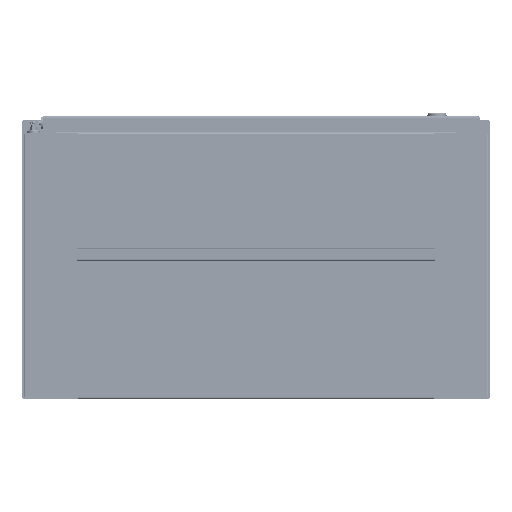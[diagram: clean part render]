
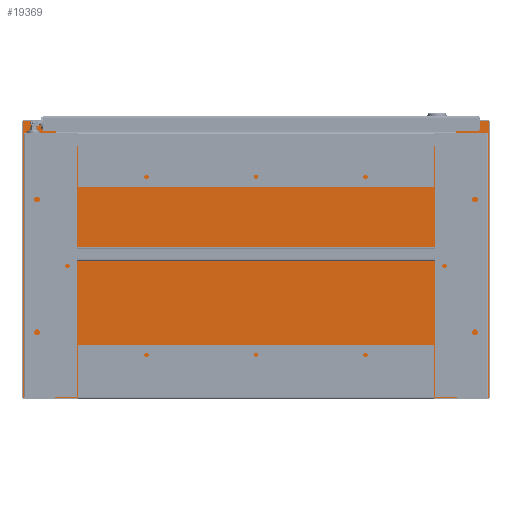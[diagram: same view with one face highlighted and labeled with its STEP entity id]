
A CAD part, front view. The second image highlights one B-rep face of the part: STEP entity #19369.
In plain terms, the highlighted planar face has unit normal (0, -1, 0).
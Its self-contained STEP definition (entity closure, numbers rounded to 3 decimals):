
#2218 = VECTOR ( 'NONE', #31304, 1000. ) ;
#2389 = VECTOR ( 'NONE', #34682, 1000. ) ;
#2536 = FACE_OUTER_BOUND ( 'NONE', #21935, .T. ) ;
#3171 = VERTEX_POINT ( 'NONE', #27147 ) ;
#6768 = CARTESIAN_POINT ( 'NONE',  ( 2., -1., -419.293 ) ) ;
#7433 = CARTESIAN_POINT ( 'NONE',  ( 1.707, -1., -2. ) ) ;
#9161 = DIRECTION ( 'NONE',  ( 0., -1., 0. ) ) ;
#10163 = VECTOR ( 'NONE', #35113, 1000. ) ;
#11347 = LINE ( 'NONE', #24859, #2218 ) ;
#11409 = LINE ( 'NONE', #42203, #10163 ) ;
#15405 = ORIENTED_EDGE ( 'NONE', *, *, #40234, .F. ) ;
#17443 = ORIENTED_EDGE ( 'NONE', *, *, #34389, .F. ) ;
#19369 = ADVANCED_FACE ( 'NONE', ( #2536 ), #39309, .T. ) ;
#21935 = EDGE_LOOP ( 'NONE', ( #15405, #17443, #39247, #40821 ) ) ;
#22467 = EDGE_CURVE ( 'NONE', #35938, #31824, #11347, .T. ) ;
#23096 = CARTESIAN_POINT ( 'NONE',  ( 0., -1., 0. ) ) ;
#23375 = DIRECTION ( 'NONE',  ( 0., 0., 1. ) ) ;
#24260 = LINE ( 'NONE', #7433, #2389 ) ;
#24859 = CARTESIAN_POINT ( 'NONE',  ( 703.293, -1., -419. ) ) ;
#26057 = LINE ( 'NONE', #6768, #28178 ) ;
#27147 = CARTESIAN_POINT ( 'NONE',  ( 2., -1., -2. ) ) ;
#28178 = VECTOR ( 'NONE', #23375, 1000. ) ;
#28603 = CARTESIAN_POINT ( 'NONE',  ( 703., -1., -2. ) ) ;
#31304 = DIRECTION ( 'NONE',  ( -1., 0., 0. ) ) ;
#31824 = VERTEX_POINT ( 'NONE', #37778 ) ;
#34389 = EDGE_CURVE ( 'NONE', #31824, #3171, #26057, .T. ) ;
#34682 = DIRECTION ( 'NONE',  ( 1., 0., 0. ) ) ;
#35073 = CARTESIAN_POINT ( 'NONE',  ( 703., -1., -419. ) ) ;
#35113 = DIRECTION ( 'NONE',  ( 0., 0., -1. ) ) ;
#35938 = VERTEX_POINT ( 'NONE', #35073 ) ;
#36852 = AXIS2_PLACEMENT_3D ( 'NONE', #23096, #9161, #40165 ) ;
#37311 = VERTEX_POINT ( 'NONE', #28603 ) ;
#37778 = CARTESIAN_POINT ( 'NONE',  ( 2., -1., -419. ) ) ;
#39247 = ORIENTED_EDGE ( 'NONE', *, *, #22467, .F. ) ;
#39309 = PLANE ( 'NONE',  #36852 ) ;
#40165 = DIRECTION ( 'NONE',  ( 0., 0., -1. ) ) ;
#40234 = EDGE_CURVE ( 'NONE', #3171, #37311, #24260, .T. ) ;
#40320 = EDGE_CURVE ( 'NONE', #37311, #35938, #11409, .T. ) ;
#40821 = ORIENTED_EDGE ( 'NONE', *, *, #40320, .F. ) ;
#42203 = CARTESIAN_POINT ( 'NONE',  ( 703., -1., -1.707 ) ) ;
